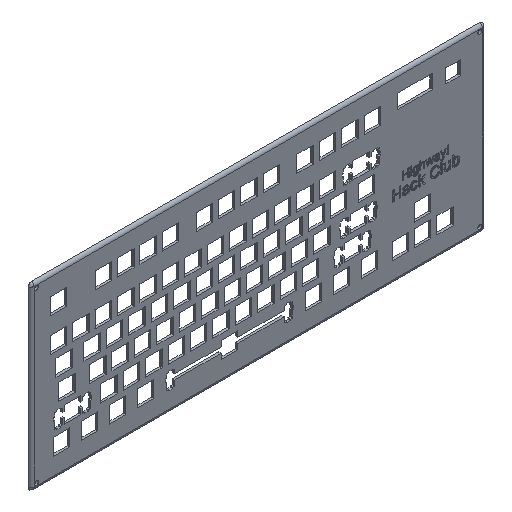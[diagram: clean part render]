
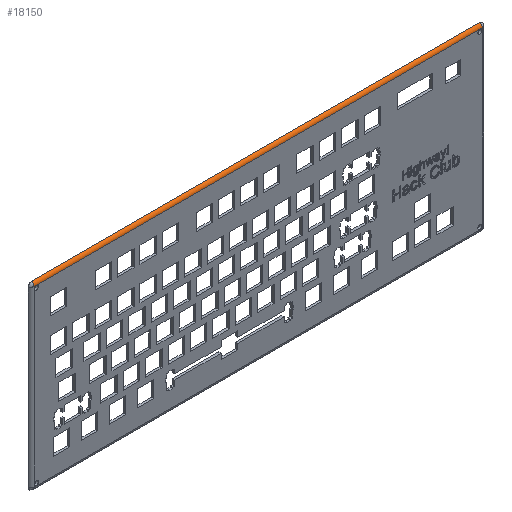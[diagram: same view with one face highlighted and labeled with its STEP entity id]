
A CAD part, isometric view. The second image highlights one B-rep face of the part: STEP entity #18150.
In plain terms, the highlighted cylindrical face has radius 3 mm (diameter 6 mm), a partial arc.
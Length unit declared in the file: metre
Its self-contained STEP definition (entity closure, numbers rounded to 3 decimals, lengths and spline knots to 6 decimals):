
#170=CYLINDRICAL_SURFACE('',#19156,0.003);
#629=CIRCLE('',#19153,0.003);
#631=CIRCLE('',#19157,0.003);
#4189=ORIENTED_EDGE('',*,*,#7887,.T.);
#4190=ORIENTED_EDGE('',*,*,#6122,.F.);
#4191=ORIENTED_EDGE('',*,*,#7889,.F.);
#4192=ORIENTED_EDGE('',*,*,#7874,.F.);
#6122=EDGE_CURVE('',#8763,#8764,#10460,.F.);
#7874=EDGE_CURVE('',#9995,#9996,#12090,.T.);
#7887=EDGE_CURVE('',#9995,#8764,#629,.T.);
#7889=EDGE_CURVE('',#9996,#8763,#631,.T.);
#8763=VERTEX_POINT('',#23841);
#8764=VERTEX_POINT('',#23843);
#9995=VERTEX_POINT('',#27493);
#9996=VERTEX_POINT('',#27494);
#10460=LINE('',#23842,#12631);
#12090=LINE('',#27492,#14261);
#12631=VECTOR('',#19580,1.);
#14261=VECTOR('',#22362,1.);
#15468=EDGE_LOOP('',(#4189,#4190,#4191,#4192));
#16569=FACE_BOUND('',#15468,.T.);
#18150=ADVANCED_FACE('',(#16569),#170,.T.);
#19153=AXIS2_PLACEMENT_3D('',#27518,#22394,#22395);
#19156=AXIS2_PLACEMENT_3D('',#27521,#22400,#22401);
#19157=AXIS2_PLACEMENT_3D('',#27522,#22402,#22403);
#19580=DIRECTION('',(1.,0.,0.));
#22362=DIRECTION('',(1.,0.,0.));
#22394=DIRECTION('',(1.,0.,0.));
#22395=DIRECTION('',(0.,0.,-1.));
#22400=DIRECTION('',(1.,0.,0.));
#22401=DIRECTION('',(0.,0.,-1.));
#22402=DIRECTION('',(1.,0.,0.));
#22403=DIRECTION('',(0.,0.,-1.));
#23841=CARTESIAN_POINT('',(0.19587,-0.002,0.074008));
#23842=CARTESIAN_POINT('',(0.00532,-0.002,0.074008));
#23843=CARTESIAN_POINT('',(-0.18523,-0.002,0.074008));
#27492=CARTESIAN_POINT('',(-0.18523,0.,0.076837));
#27493=CARTESIAN_POINT('',(-0.18523,0.,0.076837));
#27494=CARTESIAN_POINT('',(0.19587,0.,0.076837));
#27518=CARTESIAN_POINT('',(-0.18523,0.001,0.074008));
#27521=CARTESIAN_POINT('',(0.00532,0.001,0.074008));
#27522=CARTESIAN_POINT('',(0.19587,0.001,0.074008));
